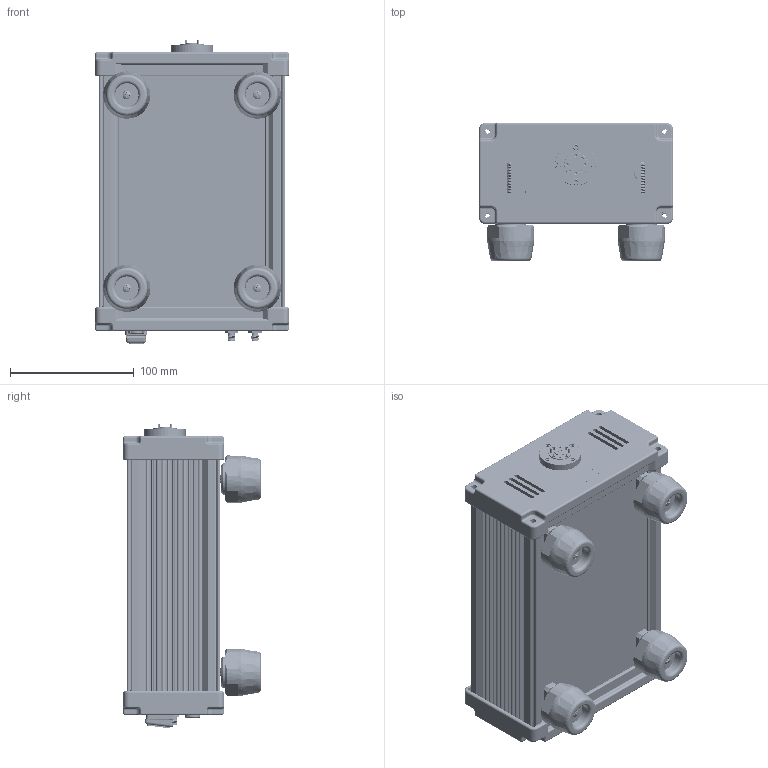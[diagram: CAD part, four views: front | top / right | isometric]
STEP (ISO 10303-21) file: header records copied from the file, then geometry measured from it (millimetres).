
FILE_DESCRIPTION (( 'STEP AP203' ), '1' );
FILE_NAME ('TC-V .STEP', '2020-06-01T22:22:03', ( '' ), ( '' ), 'SwSTEP 2.0', 'SolidWorks 2020', '' );
FILE_SCHEMA (( 'CONFIG_CONTROL_DESIGN' ));
Products named in the file (1): TC-V 
Bounding box: 156.3 x 111.11 x 245.98 mm (x, y, z)
Volume: 610485.1 mm3; surface area: 377735.4 mm2
Topology: 72 solids, 72 shells, 5345 faces, 14222 edges, 9085 vertices
Faces by surface type: cylinder 2313, plane 1768, cone 686, bspline 424, torus 106, sphere 48
Entity records: 229030 total; most frequent: CARTESIAN_POINT 106137, ORIENTED_EDGE 28260, DIRECTION 22771, EDGE_CURVE 14130, VERTEX_POINT 9083, AXIS2_PLACEMENT_3D 7951, LINE 6869, VECTOR 6869
